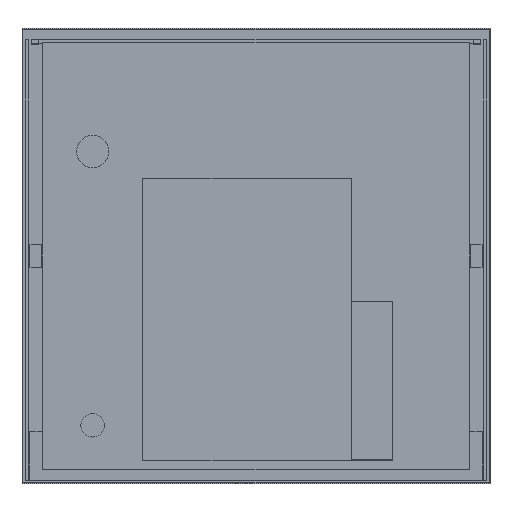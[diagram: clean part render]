
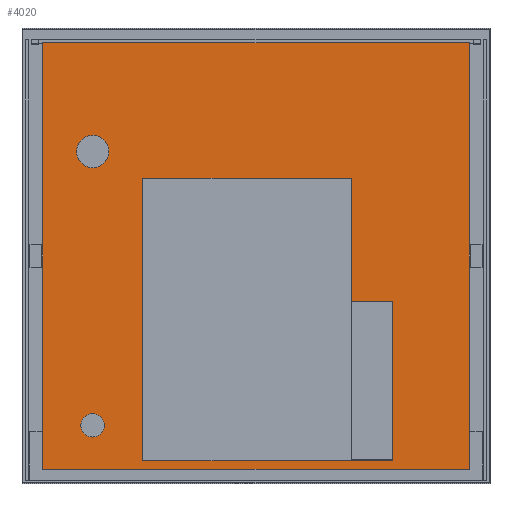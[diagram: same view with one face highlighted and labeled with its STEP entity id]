
A CAD part, front view. The second image highlights one B-rep face of the part: STEP entity #4020.
In plain terms, the highlighted planar face has unit normal (0, -1, 0).
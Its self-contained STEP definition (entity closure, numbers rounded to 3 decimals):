
#190=FACE_OUTER_BOUND('',#433,.T.);
#433=EDGE_LOOP('',(#2687,#2688,#2689,#2690));
#685=LINE('',#5685,#1203);
#689=LINE('',#5693,#1207);
#692=LINE('',#5699,#1210);
#695=LINE('',#5704,#1213);
#1203=VECTOR('',#4593,1000.);
#1207=VECTOR('',#4599,1000.);
#1210=VECTOR('',#4604,1000.);
#1213=VECTOR('',#4609,1000.);
#1721=VERTEX_POINT('',#5683);
#1722=VERTEX_POINT('',#5684);
#1725=VERTEX_POINT('',#5692);
#1727=VERTEX_POINT('',#5698);
#2101=EDGE_CURVE('',#1721,#1722,#685,.T.);
#2105=EDGE_CURVE('',#1722,#1725,#689,.T.);
#2108=EDGE_CURVE('',#1725,#1727,#692,.T.);
#2111=EDGE_CURVE('',#1727,#1721,#695,.T.);
#2687=ORIENTED_EDGE('',*,*,#2101,.F.);
#2688=ORIENTED_EDGE('',*,*,#2111,.F.);
#2689=ORIENTED_EDGE('',*,*,#2108,.F.);
#2690=ORIENTED_EDGE('',*,*,#2105,.F.);
#3792=PLANE('',#4308);
#4020=ADVANCED_FACE('',(#190),#3792,.F.);
#4308=AXIS2_PLACEMENT_3D('',#5715,#4617,#4618);
#4593=DIRECTION('',(0.,0.,-1.));
#4599=DIRECTION('',(-1.,0.,0.));
#4604=DIRECTION('',(0.,0.,1.));
#4609=DIRECTION('',(1.,0.,0.));
#4617=DIRECTION('center_axis',(0.,1.,0.));
#4618=DIRECTION('ref_axis',(0.,0.,1.));
#5683=CARTESIAN_POINT('',(362.5,0.,362.5));
#5684=CARTESIAN_POINT('',(362.5,0.,-362.5));
#5685=CARTESIAN_POINT('',(362.5,0.,-362.5));
#5692=CARTESIAN_POINT('',(-362.5,0.,-362.5));
#5693=CARTESIAN_POINT('',(-362.5,0.,-362.5));
#5698=CARTESIAN_POINT('',(-362.5,0.,362.5));
#5699=CARTESIAN_POINT('',(-362.5,0.,-362.5));
#5704=CARTESIAN_POINT('',(-362.5,0.,362.5));
#5715=CARTESIAN_POINT('Origin',(0.,0.,0.));
